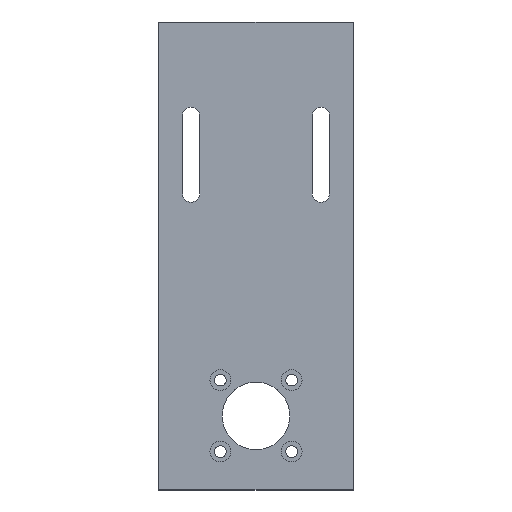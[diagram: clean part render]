
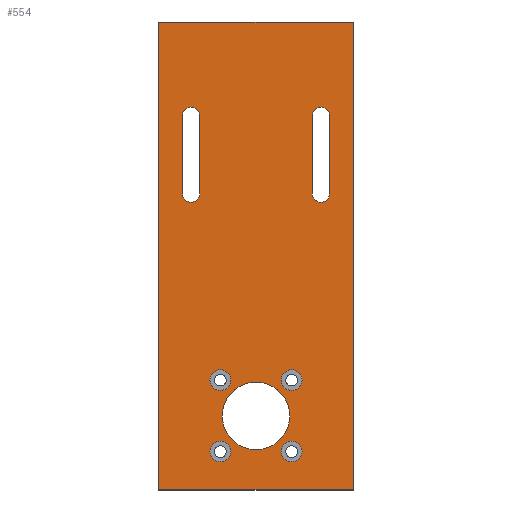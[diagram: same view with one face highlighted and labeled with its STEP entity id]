
A CAD part, top view. The second image highlights one B-rep face of the part: STEP entity #554.
In plain terms, the highlighted planar face has unit normal (0, 0, 1).
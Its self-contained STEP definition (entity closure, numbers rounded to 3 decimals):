
#19=FACE_BOUND('',#96,.T.);
#20=FACE_BOUND('',#97,.T.);
#21=FACE_BOUND('',#98,.T.);
#22=FACE_BOUND('',#99,.T.);
#23=FACE_BOUND('',#100,.T.);
#24=FACE_BOUND('',#101,.T.);
#25=FACE_BOUND('',#102,.T.);
#42=PLANE('',#612);
#64=FACE_OUTER_BOUND('',#95,.T.);
#95=EDGE_LOOP('',(#422,#423,#424,#425));
#96=EDGE_LOOP('',(#426));
#97=EDGE_LOOP('',(#427,#428,#429,#430));
#98=EDGE_LOOP('',(#431));
#99=EDGE_LOOP('',(#432));
#100=EDGE_LOOP('',(#433));
#101=EDGE_LOOP('',(#434));
#102=EDGE_LOOP('',(#435,#436,#437,#438,#439,#440,#441,#442));
#134=LINE('',#835,#179);
#139=LINE('',#849,#184);
#146=LINE('',#870,#191);
#150=LINE('',#884,#195);
#154=LINE('',#896,#199);
#156=LINE('',#901,#201);
#157=LINE('',#903,#202);
#158=LINE('',#905,#203);
#159=LINE('',#906,#204);
#160=LINE('',#915,#205);
#179=VECTOR('',#664,10.);
#184=VECTOR('',#677,10.);
#191=VECTOR('',#698,10.);
#195=VECTOR('',#710,10.);
#199=VECTOR('',#722,10.);
#201=VECTOR('',#726,10.);
#202=VECTOR('',#727,10.);
#203=VECTOR('',#728,10.);
#204=VECTOR('',#729,10.);
#205=VECTOR('',#738,10.);
#223=CIRCLE('',#590,13.);
#225=CIRCLE('',#594,3.3);
#227=CIRCLE('',#598,3.3);
#229=CIRCLE('',#601,3.3);
#232=CIRCLE('',#606,3.3);
#234=CIRCLE('',#610,3.3);
#235=CIRCLE('',#613,4.);
#236=CIRCLE('',#614,4.);
#237=CIRCLE('',#615,4.);
#238=CIRCLE('',#616,4.);
#239=CIRCLE('',#617,3.3);
#253=VERTEX_POINT('',#827);
#255=VERTEX_POINT('',#833);
#256=VERTEX_POINT('',#834);
#259=VERTEX_POINT('',#842);
#261=VERTEX_POINT('',#848);
#263=VERTEX_POINT('',#857);
#264=VERTEX_POINT('',#858);
#268=VERTEX_POINT('',#868);
#271=VERTEX_POINT('',#875);
#272=VERTEX_POINT('',#877);
#274=VERTEX_POINT('',#883);
#276=VERTEX_POINT('',#889);
#278=VERTEX_POINT('',#895);
#279=VERTEX_POINT('',#899);
#280=VERTEX_POINT('',#900);
#281=VERTEX_POINT('',#902);
#282=VERTEX_POINT('',#904);
#283=VERTEX_POINT('',#907);
#284=VERTEX_POINT('',#909);
#285=VERTEX_POINT('',#911);
#286=VERTEX_POINT('',#913);
#303=EDGE_CURVE('',#253,#253,#223,.T.);
#306=EDGE_CURVE('',#255,#256,#134,.T.);
#310=EDGE_CURVE('',#259,#255,#225,.T.);
#313=EDGE_CURVE('',#261,#259,#139,.T.);
#316=EDGE_CURVE('',#256,#261,#227,.T.);
#318=EDGE_CURVE('',#263,#264,#229,.T.);
#324=EDGE_CURVE('',#263,#268,#146,.T.);
#327=EDGE_CURVE('',#272,#271,#232,.T.);
#330=EDGE_CURVE('',#274,#272,#150,.T.);
#333=EDGE_CURVE('',#276,#274,#234,.T.);
#336=EDGE_CURVE('',#278,#276,#154,.T.);
#338=EDGE_CURVE('',#279,#280,#156,.T.);
#339=EDGE_CURVE('',#279,#281,#157,.T.);
#340=EDGE_CURVE('',#282,#281,#158,.T.);
#341=EDGE_CURVE('',#280,#282,#159,.T.);
#342=EDGE_CURVE('',#283,#283,#235,.T.);
#343=EDGE_CURVE('',#284,#284,#236,.T.);
#344=EDGE_CURVE('',#285,#285,#237,.T.);
#345=EDGE_CURVE('',#286,#286,#238,.T.);
#346=EDGE_CURVE('',#271,#264,#160,.T.);
#347=EDGE_CURVE('',#268,#278,#239,.T.);
#422=ORIENTED_EDGE('',*,*,#338,.F.);
#423=ORIENTED_EDGE('',*,*,#339,.T.);
#424=ORIENTED_EDGE('',*,*,#340,.F.);
#425=ORIENTED_EDGE('',*,*,#341,.F.);
#426=ORIENTED_EDGE('',*,*,#303,.T.);
#427=ORIENTED_EDGE('',*,*,#306,.T.);
#428=ORIENTED_EDGE('',*,*,#316,.T.);
#429=ORIENTED_EDGE('',*,*,#313,.T.);
#430=ORIENTED_EDGE('',*,*,#310,.T.);
#431=ORIENTED_EDGE('',*,*,#342,.T.);
#432=ORIENTED_EDGE('',*,*,#343,.T.);
#433=ORIENTED_EDGE('',*,*,#344,.T.);
#434=ORIENTED_EDGE('',*,*,#345,.T.);
#435=ORIENTED_EDGE('',*,*,#336,.T.);
#436=ORIENTED_EDGE('',*,*,#333,.T.);
#437=ORIENTED_EDGE('',*,*,#330,.T.);
#438=ORIENTED_EDGE('',*,*,#327,.T.);
#439=ORIENTED_EDGE('',*,*,#346,.T.);
#440=ORIENTED_EDGE('',*,*,#318,.F.);
#441=ORIENTED_EDGE('',*,*,#324,.T.);
#442=ORIENTED_EDGE('',*,*,#347,.T.);
#554=ADVANCED_FACE('',(#64,#19,#20,#21,#22,#23,#24,#25),#42,.T.);
#590=AXIS2_PLACEMENT_3D('',#828,#657,#658);
#594=AXIS2_PLACEMENT_3D('',#843,#670,#671);
#598=AXIS2_PLACEMENT_3D('',#854,#682,#683);
#601=AXIS2_PLACEMENT_3D('',#859,#688,#689);
#606=AXIS2_PLACEMENT_3D('',#878,#704,#705);
#610=AXIS2_PLACEMENT_3D('',#890,#716,#717);
#612=AXIS2_PLACEMENT_3D('',#898,#724,#725);
#613=AXIS2_PLACEMENT_3D('',#908,#730,#731);
#614=AXIS2_PLACEMENT_3D('',#910,#732,#733);
#615=AXIS2_PLACEMENT_3D('',#912,#734,#735);
#616=AXIS2_PLACEMENT_3D('',#914,#736,#737);
#617=AXIS2_PLACEMENT_3D('',#916,#739,#740);
#657=DIRECTION('center_axis',(0.,0.,-1.));
#658=DIRECTION('ref_axis',(-1.,0.,0.));
#664=DIRECTION('',(0.,1.,0.));
#670=DIRECTION('center_axis',(0.,0.,-1.));
#671=DIRECTION('ref_axis',(-1.,0.,0.));
#677=DIRECTION('',(0.,-1.,0.));
#682=DIRECTION('center_axis',(0.,0.,-1.));
#683=DIRECTION('ref_axis',(-1.,0.,0.));
#688=DIRECTION('center_axis',(0.,0.,1.));
#689=DIRECTION('ref_axis',(-1.,0.,0.));
#698=DIRECTION('',(0.,1.,0.));
#704=DIRECTION('center_axis',(0.,0.,1.));
#705=DIRECTION('ref_axis',(-1.,0.,0.));
#710=DIRECTION('',(0.,-1.,0.));
#716=DIRECTION('center_axis',(0.,0.,-1.));
#717=DIRECTION('ref_axis',(-1.,0.,0.));
#722=DIRECTION('',(0.,1.,0.));
#724=DIRECTION('center_axis',(0.,0.,1.));
#725=DIRECTION('ref_axis',(-1.,0.,0.));
#726=DIRECTION('',(-1.,0.,0.));
#727=DIRECTION('',(0.,1.,0.));
#728=DIRECTION('',(1.,0.,0.));
#729=DIRECTION('',(0.,1.,0.));
#730=DIRECTION('center_axis',(0.,0.,-1.));
#731=DIRECTION('ref_axis',(1.,0.,0.));
#732=DIRECTION('center_axis',(0.,0.,-1.));
#733=DIRECTION('ref_axis',(1.,0.,0.));
#734=DIRECTION('center_axis',(0.,0.,-1.));
#735=DIRECTION('ref_axis',(1.,0.,0.));
#736=DIRECTION('center_axis',(0.,0.,-1.));
#737=DIRECTION('ref_axis',(1.,0.,0.));
#738=DIRECTION('',(0.,-1.,0.));
#739=DIRECTION('center_axis',(0.,0.,-1.));
#740=DIRECTION('ref_axis',(-1.,0.,0.));
#827=CARTESIAN_POINT('',(13.,-0.49,150.));
#828=CARTESIAN_POINT('Origin',(0.,-0.49,150.));
#833=CARTESIAN_POINT('',(-28.3,85.01,150.));
#834=CARTESIAN_POINT('',(-28.3,115.01,150.));
#835=CARTESIAN_POINT('',(-28.3,57.26,150.));
#842=CARTESIAN_POINT('',(-21.7,85.01,150.));
#843=CARTESIAN_POINT('Origin',(-25.,85.01,150.));
#848=CARTESIAN_POINT('',(-21.7,115.01,150.));
#849=CARTESIAN_POINT('',(-21.7,72.26,150.));
#854=CARTESIAN_POINT('Origin',(-25.,115.01,150.));
#857=CARTESIAN_POINT('',(21.7,85.01,150.));
#858=CARTESIAN_POINT('',(28.299,84.934,150.));
#859=CARTESIAN_POINT('Origin',(25.,85.01,150.));
#868=CARTESIAN_POINT('',(21.7,92.01,150.));
#870=CARTESIAN_POINT('',(21.7,45.76,150.));
#875=CARTESIAN_POINT('',(28.299,85.086,150.));
#877=CARTESIAN_POINT('',(28.3,85.01,150.));
#878=CARTESIAN_POINT('Origin',(25.,85.01,150.));
#883=CARTESIAN_POINT('',(28.3,115.01,150.));
#884=CARTESIAN_POINT('',(28.3,72.26,150.));
#889=CARTESIAN_POINT('',(21.7,115.01,150.));
#890=CARTESIAN_POINT('Origin',(25.,115.01,150.));
#895=CARTESIAN_POINT('',(21.7,92.086,150.));
#896=CARTESIAN_POINT('',(21.7,60.798,150.));
#898=CARTESIAN_POINT('Origin',(0.,29.51,150.));
#899=CARTESIAN_POINT('',(37.5,-28.99,150.));
#900=CARTESIAN_POINT('',(-37.5,-28.99,150.));
#901=CARTESIAN_POINT('',(-28.5,-28.99,150.));
#902=CARTESIAN_POINT('',(37.5,151.01,150.));
#903=CARTESIAN_POINT('',(37.5,127.01,150.));
#904=CARTESIAN_POINT('',(-37.5,151.01,150.));
#905=CARTESIAN_POINT('',(-30.,151.01,150.));
#906=CARTESIAN_POINT('',(-37.5,101.5,150.));
#907=CARTESIAN_POINT('',(9.746,-14.236,150.));
#908=CARTESIAN_POINT('Origin',(13.746,-14.236,150.));
#909=CARTESIAN_POINT('',(-17.746,13.256,150.));
#910=CARTESIAN_POINT('Origin',(-13.746,13.256,150.));
#911=CARTESIAN_POINT('',(9.746,13.256,150.));
#912=CARTESIAN_POINT('Origin',(13.746,13.256,150.));
#913=CARTESIAN_POINT('',(-17.746,-14.236,150.));
#914=CARTESIAN_POINT('Origin',(-13.746,-14.236,150.));
#915=CARTESIAN_POINT('',(28.299,60.798,150.));
#916=CARTESIAN_POINT('Origin',(25.,92.048,150.));
